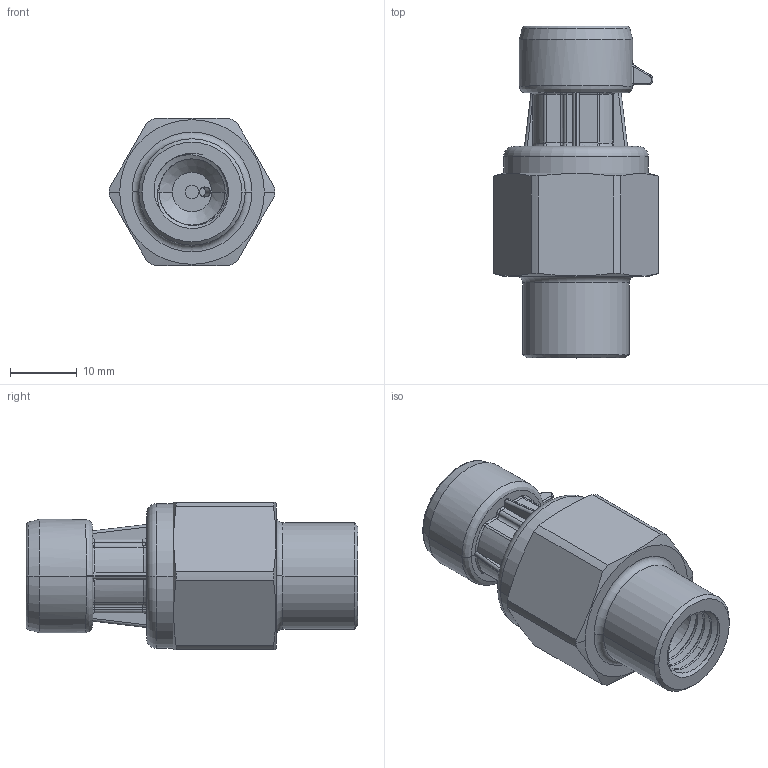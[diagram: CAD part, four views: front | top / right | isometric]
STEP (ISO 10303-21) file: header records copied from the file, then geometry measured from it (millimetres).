
FILE_DESCRIPTION((''),'2;1');
FILE_NAME('32305309-001_SW0001','2015-11-06T',('e206552'),(''),'PRO/ENGINEER BY PARAMETRIC TECHNOLOGY CORPORATION, 2014430','PRO/ENGINEER BY PARAMETRIC TECHNOLOGY CORPORATION, 2014430','');
FILE_SCHEMA(('CONFIG_CONTROL_DESIGN'));
Length unit declared in the file: millimetre
Products named in the file (1): 32305309-001_SW0001
Bounding box: 24.7 x 49.6 x 22 mm (x, y, z)
Volume: 10713.1 mm3; surface area: 5102.4 mm2
Topology: 1 solids, 1 shells, 311 faces, 744 edges, 446 vertices
Faces by surface type: plane 101, bspline 77, cylinder 70, cone 29, torus 21, extrusion 13
Entity records: 14328 total; most frequent: CARTESIAN_POINT 7837, ORIENTED_EDGE 1488, DIRECTION 1109, EDGE_CURVE 744, VERTEX_POINT 446, AXIS2_PLACEMENT_3D 403, EDGE_LOOP 322, FACE_OUTER_BOUND 311
